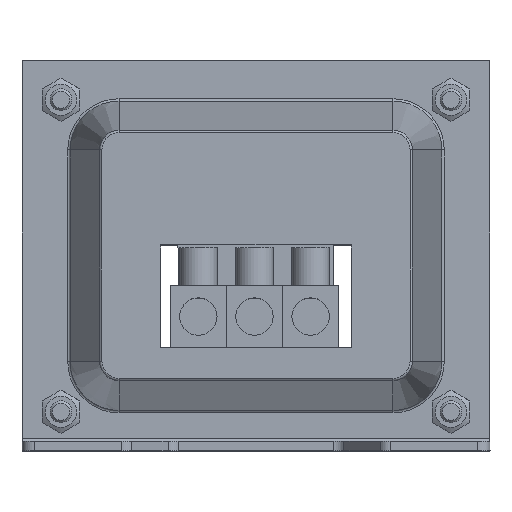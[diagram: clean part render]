
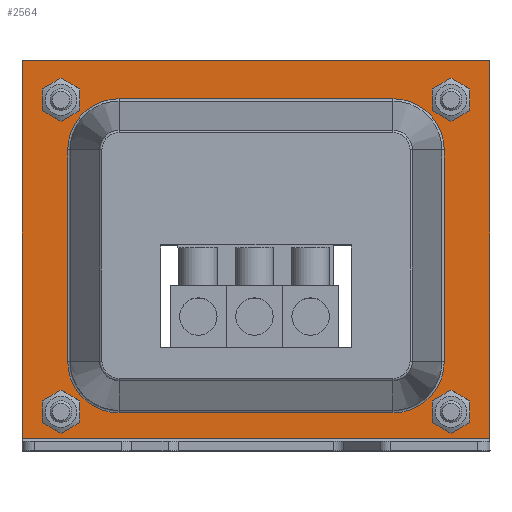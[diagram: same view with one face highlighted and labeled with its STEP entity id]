
A CAD part, top view. The second image highlights one B-rep face of the part: STEP entity #2564.
In plain terms, the highlighted face is planar.
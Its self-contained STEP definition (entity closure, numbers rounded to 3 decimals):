
#227=FACE_BOUND('',#651,.T.);
#228=FACE_BOUND('',#652,.T.);
#229=FACE_BOUND('',#653,.T.);
#230=FACE_BOUND('',#654,.T.);
#231=FACE_BOUND('',#655,.T.);
#328=PLANE('',#2970);
#493=FACE_OUTER_BOUND('',#650,.T.);
#650=EDGE_LOOP('',(#2325,#2326,#2327,#2328));
#651=EDGE_LOOP('',(#2329));
#652=EDGE_LOOP('',(#2330));
#653=EDGE_LOOP('',(#2331));
#654=EDGE_LOOP('',(#2332));
#655=EDGE_LOOP('',(#2333,#2334,#2335,#2336,#2337,#2338,#2339,#2340));
#788=LINE('',#4417,#974);
#789=LINE('',#4420,#975);
#839=LINE('',#4593,#1025);
#841=LINE('',#4607,#1027);
#842=LINE('',#4611,#1028);
#843=LINE('',#4625,#1029);
#846=LINE('',#4631,#1032);
#847=LINE('',#4632,#1033);
#974=VECTOR('',#3422,10.);
#975=VECTOR('',#3425,10.);
#1025=VECTOR('',#3609,10.);
#1027=VECTOR('',#3627,10.);
#1028=VECTOR('',#3632,10.);
#1029=VECTOR('',#3651,10.);
#1032=VECTOR('',#3658,10.);
#1033=VECTOR('',#3659,10.);
#1120=CIRCLE('',#2888,1.5);
#1122=CIRCLE('',#2891,1.5);
#1124=CIRCLE('',#2894,1.5);
#1126=CIRCLE('',#2897,1.5);
#1157=CIRCLE('',#2952,8.217);
#1159=CIRCLE('',#2955,8.217);
#1164=CIRCLE('',#2963,8.217);
#1166=CIRCLE('',#2966,8.217);
#1309=VERTEX_POINT('',#4408);
#1310=VERTEX_POINT('',#4412);
#1311=VERTEX_POINT('',#4419);
#1321=VERTEX_POINT('',#4449);
#1323=VERTEX_POINT('',#4455);
#1325=VERTEX_POINT('',#4461);
#1327=VERTEX_POINT('',#4467);
#1366=VERTEX_POINT('',#4589);
#1367=VERTEX_POINT('',#4591);
#1368=VERTEX_POINT('',#4595);
#1369=VERTEX_POINT('',#4599);
#1370=VERTEX_POINT('',#4603);
#1372=VERTEX_POINT('',#4609);
#1373=VERTEX_POINT('',#4613);
#1376=VERTEX_POINT('',#4620);
#1377=VERTEX_POINT('',#4630);
#1601=EDGE_CURVE('',#1309,#1310,#788,.T.);
#1602=EDGE_CURVE('',#1309,#1311,#789,.T.);
#1617=EDGE_CURVE('',#1321,#1321,#1120,.T.);
#1620=EDGE_CURVE('',#1323,#1323,#1122,.T.);
#1623=EDGE_CURVE('',#1325,#1325,#1124,.T.);
#1626=EDGE_CURVE('',#1327,#1327,#1126,.T.);
#1688=EDGE_CURVE('',#1367,#1366,#839,.T.);
#1690=EDGE_CURVE('',#1366,#1368,#1157,.T.);
#1692=EDGE_CURVE('',#1369,#1367,#1159,.T.);
#1695=EDGE_CURVE('',#1368,#1370,#841,.T.);
#1697=EDGE_CURVE('',#1372,#1369,#842,.T.);
#1700=EDGE_CURVE('',#1370,#1373,#1164,.T.);
#1702=EDGE_CURVE('',#1376,#1372,#1166,.T.);
#1704=EDGE_CURVE('',#1373,#1376,#843,.T.);
#1707=EDGE_CURVE('',#1377,#1310,#846,.T.);
#1708=EDGE_CURVE('',#1311,#1377,#847,.T.);
#2325=ORIENTED_EDGE('',*,*,#1601,.T.);
#2326=ORIENTED_EDGE('',*,*,#1707,.F.);
#2327=ORIENTED_EDGE('',*,*,#1708,.F.);
#2328=ORIENTED_EDGE('',*,*,#1602,.F.);
#2329=ORIENTED_EDGE('',*,*,#1617,.T.);
#2330=ORIENTED_EDGE('',*,*,#1620,.T.);
#2331=ORIENTED_EDGE('',*,*,#1623,.T.);
#2332=ORIENTED_EDGE('',*,*,#1626,.T.);
#2333=ORIENTED_EDGE('',*,*,#1688,.F.);
#2334=ORIENTED_EDGE('',*,*,#1692,.F.);
#2335=ORIENTED_EDGE('',*,*,#1697,.F.);
#2336=ORIENTED_EDGE('',*,*,#1702,.F.);
#2337=ORIENTED_EDGE('',*,*,#1704,.F.);
#2338=ORIENTED_EDGE('',*,*,#1700,.F.);
#2339=ORIENTED_EDGE('',*,*,#1695,.F.);
#2340=ORIENTED_EDGE('',*,*,#1690,.F.);
#2564=ADVANCED_FACE('',(#493,#227,#228,#229,#230,#231),#328,.T.);
#2888=AXIS2_PLACEMENT_3D('',#4450,#3450,#3451);
#2891=AXIS2_PLACEMENT_3D('',#4456,#3457,#3458);
#2894=AXIS2_PLACEMENT_3D('',#4462,#3464,#3465);
#2897=AXIS2_PLACEMENT_3D('',#4468,#3471,#3472);
#2952=AXIS2_PLACEMENT_3D('',#4597,#3614,#3615);
#2955=AXIS2_PLACEMENT_3D('',#4601,#3620,#3621);
#2963=AXIS2_PLACEMENT_3D('',#4617,#3639,#3640);
#2966=AXIS2_PLACEMENT_3D('',#4622,#3645,#3646);
#2970=AXIS2_PLACEMENT_3D('',#4629,#3656,#3657);
#3422=DIRECTION('',(0.,0.,-1.));
#3425=DIRECTION('',(-1.,0.,0.));
#3450=DIRECTION('center_axis',(0.,-1.,0.));
#3451=DIRECTION('ref_axis',(-1.,0.,0.));
#3457=DIRECTION('center_axis',(0.,-1.,0.));
#3458=DIRECTION('ref_axis',(-1.,0.,0.));
#3464=DIRECTION('center_axis',(0.,-1.,0.));
#3465=DIRECTION('ref_axis',(-1.,0.,0.));
#3471=DIRECTION('center_axis',(0.,-1.,0.));
#3472=DIRECTION('ref_axis',(-1.,0.,0.));
#3609=DIRECTION('',(0.,0.,1.));
#3614=DIRECTION('center_axis',(0.,1.,0.));
#3615=DIRECTION('ref_axis',(-0.707,0.,0.707));
#3620=DIRECTION('center_axis',(0.,1.,0.));
#3621=DIRECTION('ref_axis',(-0.707,0.,-0.707));
#3627=DIRECTION('',(1.,0.,0.));
#3632=DIRECTION('',(-1.,0.,0.));
#3639=DIRECTION('center_axis',(0.,1.,0.));
#3640=DIRECTION('ref_axis',(0.707,0.,0.707));
#3645=DIRECTION('center_axis',(0.,1.,0.));
#3646=DIRECTION('ref_axis',(0.707,0.,-0.707));
#3651=DIRECTION('',(0.,0.,-1.));
#3656=DIRECTION('center_axis',(0.,1.,0.));
#3657=DIRECTION('ref_axis',(0.,0.,1.));
#3658=DIRECTION('',(1.,0.,0.));
#3659=DIRECTION('',(0.,0.,-1.));
#4408=CARTESIAN_POINT('',(-2.,1.5,75.));
#4412=CARTESIAN_POINT('',(-2.,1.5,0.));
#4417=CARTESIAN_POINT('',(-2.,1.5,18.75));
#4419=CARTESIAN_POINT('',(-62.5,1.5,75.));
#4420=CARTESIAN_POINT('',(-62.5,1.5,75.));
#4449=CARTESIAN_POINT('',(-54.75,1.5,68.75));
#4450=CARTESIAN_POINT('Origin',(-56.25,1.5,68.75));
#4455=CARTESIAN_POINT('',(-4.75,1.5,6.25));
#4456=CARTESIAN_POINT('Origin',(-6.25,1.5,6.25));
#4461=CARTESIAN_POINT('',(-4.75,1.5,68.75));
#4462=CARTESIAN_POINT('Origin',(-6.25,1.5,68.75));
#4467=CARTESIAN_POINT('',(-54.75,1.5,6.25));
#4468=CARTESIAN_POINT('Origin',(-56.25,1.5,6.25));
#4589=CARTESIAN_POINT('',(-56.419,1.5,59.452));
#4591=CARTESIAN_POINT('',(-56.419,1.5,15.548));
#4593=CARTESIAN_POINT('',(-56.419,1.5,26.524));
#4595=CARTESIAN_POINT('',(-48.202,1.5,67.669));
#4597=CARTESIAN_POINT('Origin',(-48.202,1.5,59.452));
#4599=CARTESIAN_POINT('',(-48.202,1.5,7.331));
#4601=CARTESIAN_POINT('Origin',(-48.202,1.5,15.548));
#4603=CARTESIAN_POINT('',(-14.298,1.5,67.669));
#4607=CARTESIAN_POINT('',(-39.726,1.5,67.669));
#4609=CARTESIAN_POINT('',(-14.298,1.5,7.331));
#4611=CARTESIAN_POINT('',(-22.774,1.5,7.331));
#4613=CARTESIAN_POINT('',(-6.081,1.5,59.452));
#4617=CARTESIAN_POINT('Origin',(-14.298,1.5,59.452));
#4620=CARTESIAN_POINT('',(-6.081,1.5,15.548));
#4622=CARTESIAN_POINT('Origin',(-14.298,1.5,15.548));
#4625=CARTESIAN_POINT('',(-6.081,1.5,48.476));
#4629=CARTESIAN_POINT('Origin',(-31.25,1.5,37.5));
#4630=CARTESIAN_POINT('',(-62.5,1.5,0.));
#4631=CARTESIAN_POINT('',(0.,1.5,0.));
#4632=CARTESIAN_POINT('',(-62.5,1.5,0.));
